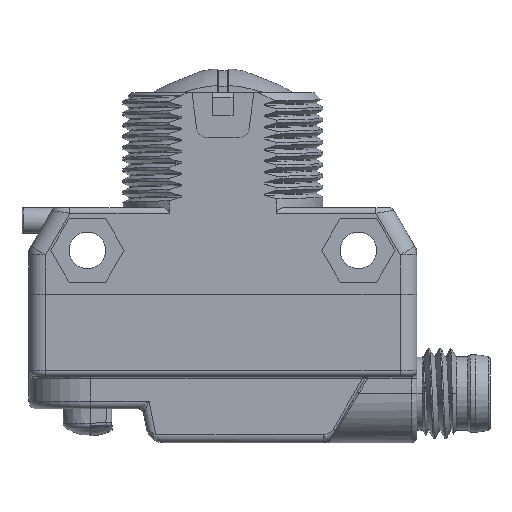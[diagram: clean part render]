
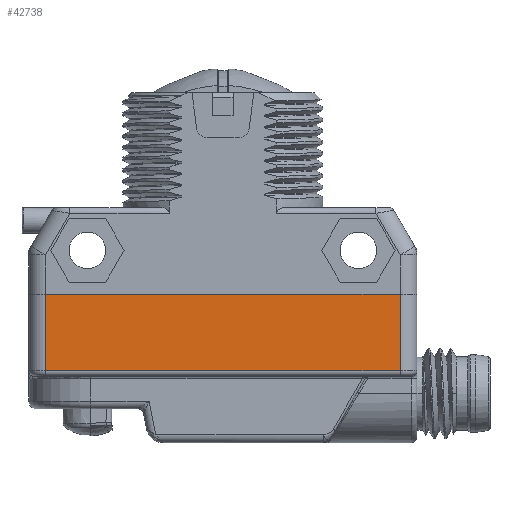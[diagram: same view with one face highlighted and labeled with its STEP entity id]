
A CAD part, left-side view. The second image highlights one B-rep face of the part: STEP entity #42738.
In plain terms, the highlighted planar face has unit normal (-1, 0, 0).
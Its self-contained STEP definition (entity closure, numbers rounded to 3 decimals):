
#38172=DIRECTION('',(0.,1.,0.));
#38173=VECTOR('',#38172,31.5);
#38174=CARTESIAN_POINT('',(-7.5,1.5,0.));
#38175=LINE('',#38174,#38173);
#38221=DIRECTION('',(0.,0.,1.));
#38222=VECTOR('',#38221,6.8);
#38223=CARTESIAN_POINT('',(-7.5,33.,-6.8));
#38224=LINE('',#38223,#38222);
#38244=DIRECTION('',(0.,1.,0.));
#38245=VECTOR('',#38244,31.5);
#38246=CARTESIAN_POINT('',(-7.5,1.5,-6.8));
#38247=LINE('',#38246,#38245);
#38253=DIRECTION('',(0.,0.,-1.));
#38254=VECTOR('',#38253,6.8);
#38255=CARTESIAN_POINT('',(-7.5,1.5,0.));
#38256=LINE('',#38255,#38254);
#38676=CARTESIAN_POINT('',(-7.5,33.,0.));
#38678=VERTEX_POINT('',#38676);
#38683=CARTESIAN_POINT('',(-7.5,1.5,0.));
#38684=VERTEX_POINT('',#38683);
#39099=CARTESIAN_POINT('',(-7.5,33.,-6.8));
#39100=VERTEX_POINT('',#39099);
#39103=CARTESIAN_POINT('',(-7.5,1.5,-6.8));
#39104=VERTEX_POINT('',#39103);
#42726=CARTESIAN_POINT('',(-7.5,0.,-13.2));
#42727=DIRECTION('',(-1.,0.,0.));
#42728=DIRECTION('',(0.,0.,1.));
#42729=AXIS2_PLACEMENT_3D('',#42726,#42727,#42728);
#42730=PLANE('',#42729);
#42731=ORIENTED_EDGE('',*,*,#42719,.T.);
#42732=ORIENTED_EDGE('',*,*,#42694,.T.);
#42733=ORIENTED_EDGE('',*,*,#42663,.F.);
#42735=ORIENTED_EDGE('',*,*,#42734,.T.);
#42736=EDGE_LOOP('',(#42731,#42732,#42733,#42735));
#42737=FACE_OUTER_BOUND('',#42736,.F.);
#42738=ADVANCED_FACE('',(#42737),#42730,.T.);
#42663=EDGE_CURVE('',#38684,#38678,#38175,.T.);
#42694=EDGE_CURVE('',#39100,#38678,#38224,.T.);
#42719=EDGE_CURVE('',#39104,#39100,#38247,.T.);
#42734=EDGE_CURVE('',#38684,#39104,#38256,.T.);
